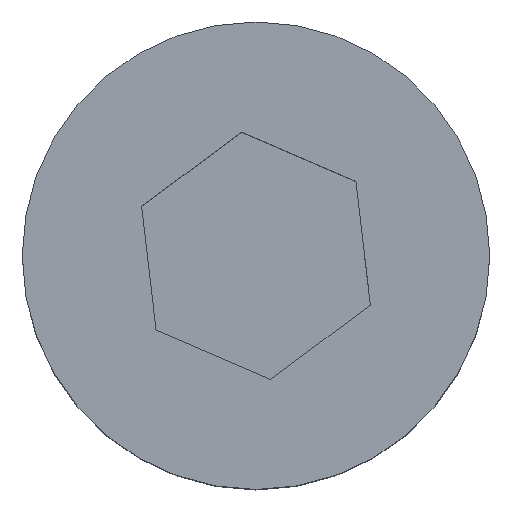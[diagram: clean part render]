
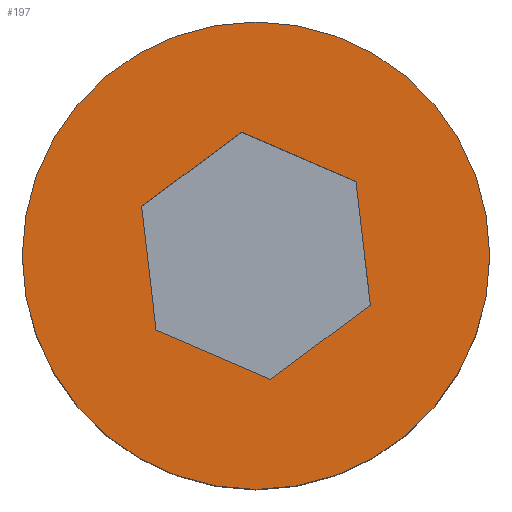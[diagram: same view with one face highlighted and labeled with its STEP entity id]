
A CAD part, top view. The second image highlights one B-rep face of the part: STEP entity #197.
In plain terms, the highlighted planar face has unit normal (0, 0, 1).
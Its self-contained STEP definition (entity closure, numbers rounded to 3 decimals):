
#15=FACE_BOUND('',#50,.T.);
#25=PLANE('',#227);
#37=FACE_OUTER_BOUND('',#49,.T.);
#49=EDGE_LOOP('',(#176));
#50=EDGE_LOOP('',(#177,#178,#179,#180,#181,#182));
#54=LINE('',#294,#74);
#58=LINE('',#302,#78);
#61=LINE('',#308,#81);
#64=LINE('',#314,#84);
#67=LINE('',#320,#87);
#70=LINE('',#325,#90);
#74=VECTOR('',#242,10.);
#78=VECTOR('',#248,10.);
#81=VECTOR('',#253,10.);
#84=VECTOR('',#258,10.);
#87=VECTOR('',#263,10.);
#90=VECTOR('',#268,10.);
#95=CIRCLE('',#225,6.5);
#99=VERTEX_POINT('',#292);
#100=VERTEX_POINT('',#293);
#103=VERTEX_POINT('',#301);
#105=VERTEX_POINT('',#307);
#107=VERTEX_POINT('',#313);
#109=VERTEX_POINT('',#319);
#111=VERTEX_POINT('',#329);
#116=EDGE_CURVE('',#99,#100,#54,.T.);
#120=EDGE_CURVE('',#103,#99,#58,.T.);
#123=EDGE_CURVE('',#105,#103,#61,.T.);
#126=EDGE_CURVE('',#107,#105,#64,.T.);
#129=EDGE_CURVE('',#109,#107,#67,.T.);
#132=EDGE_CURVE('',#100,#109,#70,.T.);
#134=EDGE_CURVE('',#111,#111,#95,.T.);
#176=ORIENTED_EDGE('',*,*,#134,.T.);
#177=ORIENTED_EDGE('',*,*,#116,.T.);
#178=ORIENTED_EDGE('',*,*,#132,.T.);
#179=ORIENTED_EDGE('',*,*,#129,.T.);
#180=ORIENTED_EDGE('',*,*,#126,.T.);
#181=ORIENTED_EDGE('',*,*,#123,.T.);
#182=ORIENTED_EDGE('',*,*,#120,.T.);
#197=ADVANCED_FACE('',(#37,#15),#25,.T.);
#225=AXIS2_PLACEMENT_3D('',#330,#274,#275);
#227=AXIS2_PLACEMENT_3D('',#334,#279,#280);
#242=DIRECTION('',(0.918,-0.396,0.));
#248=DIRECTION('',(0.802,0.597,0.));
#253=DIRECTION('',(-0.116,0.993,0.));
#258=DIRECTION('',(-0.918,0.396,0.));
#263=DIRECTION('',(-0.802,-0.597,0.));
#268=DIRECTION('',(0.116,-0.993,0.));
#274=DIRECTION('center_axis',(0.,0.,1.));
#275=DIRECTION('ref_axis',(1.,0.,0.));
#279=DIRECTION('center_axis',(0.,0.,1.));
#280=DIRECTION('ref_axis',(1.,0.,0.));
#292=CARTESIAN_POINT('',(-0.403,3.441,8.));
#293=CARTESIAN_POINT('',(2.778,2.069,8.));
#294=CARTESIAN_POINT('',(0.393,3.098,8.));
#301=CARTESIAN_POINT('',(-3.181,1.372,8.));
#302=CARTESIAN_POINT('',(-2.486,1.889,8.));
#307=CARTESIAN_POINT('',(-2.778,-2.069,8.));
#308=CARTESIAN_POINT('',(-2.879,-1.209,8.));
#313=CARTESIAN_POINT('',(0.403,-3.441,8.));
#314=CARTESIAN_POINT('',(-0.393,-3.098,8.));
#319=CARTESIAN_POINT('',(3.181,-1.372,8.));
#320=CARTESIAN_POINT('',(2.486,-1.889,8.));
#325=CARTESIAN_POINT('',(2.879,1.209,8.));
#329=CARTESIAN_POINT('',(-6.5,0.,8.));
#330=CARTESIAN_POINT('Origin',(0.,0.,8.));
#334=CARTESIAN_POINT('Origin',(0.,0.,8.));
